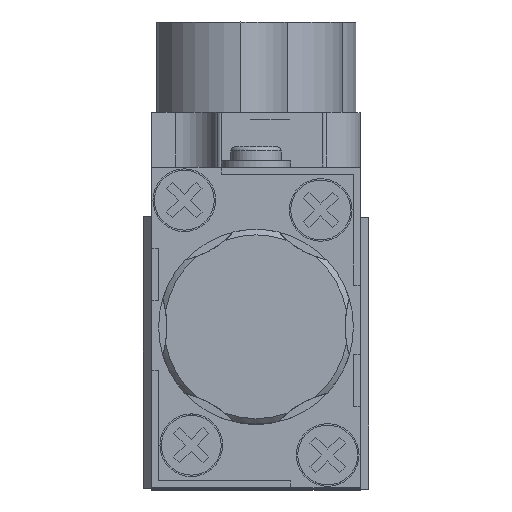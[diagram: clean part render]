
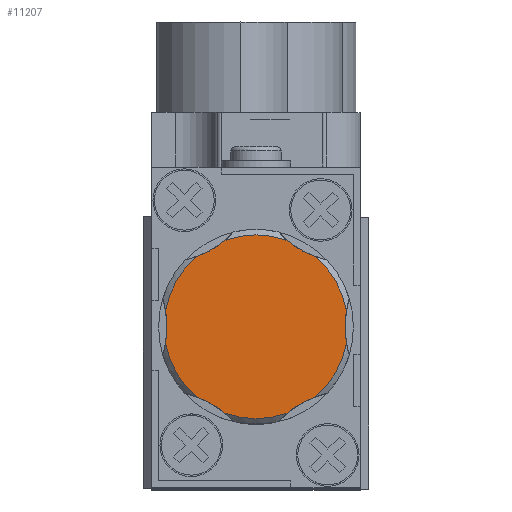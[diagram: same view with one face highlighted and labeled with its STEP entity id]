
A CAD part, top view. The second image highlights one B-rep face of the part: STEP entity #11207.
In plain terms, the highlighted planar face has unit normal (0, 0, 1).
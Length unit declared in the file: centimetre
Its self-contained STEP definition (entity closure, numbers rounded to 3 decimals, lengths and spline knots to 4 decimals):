
#519=CIRCLE($,#11886,0.7);
#582=CIRCLE($,#12009,0.66);
#585=CIRCLE($,#12013,0.66);
#586=CIRCLE($,#12015,0.66);
#588=CIRCLE($,#12018,0.66);
#590=CIRCLE($,#12021,0.66);
#592=CIRCLE($,#12024,0.7);
#593=CIRCLE($,#12025,0.7);
#594=CIRCLE($,#12026,0.66);
#595=CIRCLE($,#12027,0.7);
#596=CIRCLE($,#12028,0.7);
#597=CIRCLE($,#12029,0.7);
#1296=FACE_OUTER_BOUND($,#1992,.T.);
#1992=EDGE_LOOP($,(#8697,#8698,#8699,#8700,#8701,#8702,#8703,#8704,#8705,
#8706,#8707,#8708));
#4893=VERTEX_POINT($,#18182);
#4894=VERTEX_POINT($,#18189);
#5014=VERTEX_POINT($,#18788);
#5015=VERTEX_POINT($,#18795);
#5018=VERTEX_POINT($,#18808);
#5019=VERTEX_POINT($,#18817);
#5022=VERTEX_POINT($,#18829);
#5023=VERTEX_POINT($,#18836);
#5026=VERTEX_POINT($,#18848);
#5027=VERTEX_POINT($,#18855);
#5029=VERTEX_POINT($,#18867);
#5030=VERTEX_POINT($,#18869);
#6198=EDGE_CURVE($,#4894,#4893,#519,.T.);
#6368=EDGE_CURVE($,#5014,#5015,#582,.T.);
#6373=EDGE_CURVE($,#5018,#4893,#585,.T.);
#6374=EDGE_CURVE($,#4894,#5019,#586,.T.);
#6378=EDGE_CURVE($,#5022,#5023,#588,.T.);
#6382=EDGE_CURVE($,#5026,#5027,#590,.T.);
#6385=EDGE_CURVE($,#5018,#5015,#592,.T.);
#6386=EDGE_CURVE($,#5014,#5029,#593,.T.);
#6387=EDGE_CURVE($,#5030,#5029,#594,.T.);
#6388=EDGE_CURVE($,#5030,#5027,#595,.T.);
#6389=EDGE_CURVE($,#5026,#5023,#596,.T.);
#6390=EDGE_CURVE($,#5022,#5019,#597,.T.);
#8697=ORIENTED_EDGE($,*,*,#6198,.T.);
#8698=ORIENTED_EDGE($,*,*,#6373,.F.);
#8699=ORIENTED_EDGE($,*,*,#6385,.T.);
#8700=ORIENTED_EDGE($,*,*,#6368,.F.);
#8701=ORIENTED_EDGE($,*,*,#6386,.T.);
#8702=ORIENTED_EDGE($,*,*,#6387,.F.);
#8703=ORIENTED_EDGE($,*,*,#6388,.T.);
#8704=ORIENTED_EDGE($,*,*,#6382,.F.);
#8705=ORIENTED_EDGE($,*,*,#6389,.T.);
#8706=ORIENTED_EDGE($,*,*,#6378,.F.);
#8707=ORIENTED_EDGE($,*,*,#6390,.T.);
#8708=ORIENTED_EDGE($,*,*,#6374,.F.);
#10717=PLANE($,#12023);
#11207=ADVANCED_FACE($,(#1296),#10717,.T.);
#11886=AXIS2_PLACEMENT_3D($,#18190,#13595,#13596);
#12009=AXIS2_PLACEMENT_3D($,#18796,#13914,#13915);
#12013=AXIS2_PLACEMENT_3D($,#18815,#13922,#13923);
#12015=AXIS2_PLACEMENT_3D($,#18818,#13926,#13927);
#12018=AXIS2_PLACEMENT_3D($,#18837,#13932,#13933);
#12021=AXIS2_PLACEMENT_3D($,#18856,#13938,#13939);
#12023=AXIS2_PLACEMENT_3D($,#18865,#13942,#13943);
#12024=AXIS2_PLACEMENT_3D($,#18866,#13944,#13945);
#12025=AXIS2_PLACEMENT_3D($,#18868,#13946,#13947);
#12026=AXIS2_PLACEMENT_3D($,#18870,#13948,#13949);
#12027=AXIS2_PLACEMENT_3D($,#18871,#13950,#13951);
#12028=AXIS2_PLACEMENT_3D($,#18872,#13952,#13953);
#12029=AXIS2_PLACEMENT_3D($,#18873,#13954,#13955);
#13595=DIRECTION('center_axis',(0.,0.,
-1.));
#13596=DIRECTION('ref_axis',(-1.,0.,0.));
#13914=DIRECTION('center_axis',(0.,0.,
-1.));
#13915=DIRECTION('ref_axis',(-1.,0.,0.));
#13922=DIRECTION('center_axis',(0.,0.,
-1.));
#13923=DIRECTION('ref_axis',(-1.,0.,0.));
#13926=DIRECTION('center_axis',(0.,0.,
-1.));
#13927=DIRECTION('ref_axis',(-1.,0.,0.));
#13932=DIRECTION('center_axis',(0.,0.,
-1.));
#13933=DIRECTION('ref_axis',(-1.,0.,0.));
#13938=DIRECTION('center_axis',(0.,0.,
-1.));
#13939=DIRECTION('ref_axis',(-1.,0.,0.));
#13942=DIRECTION('center_axis',(0.,0.,
1.));
#13943=DIRECTION('ref_axis',(-1.,0.,0.));
#13944=DIRECTION('center_axis',(0.,0.,
-1.));
#13945=DIRECTION('ref_axis',(-1.,0.,0.));
#13946=DIRECTION('center_axis',(0.,0.,
-1.));
#13947=DIRECTION('ref_axis',(-1.,0.,0.));
#13948=DIRECTION('center_axis',(0.,0.,
-1.));
#13949=DIRECTION('ref_axis',(-1.,0.,0.));
#13950=DIRECTION('center_axis',(0.,0.,
-1.));
#13951=DIRECTION('ref_axis',(-1.,0.,0.));
#13952=DIRECTION('center_axis',(0.,0.,
-1.));
#13953=DIRECTION('ref_axis',(-1.,0.,0.));
#13954=DIRECTION('center_axis',(0.,0.,
-1.));
#13955=DIRECTION('ref_axis',(-1.,0.,0.));
#18182=CARTESIAN_POINT('',(0.6238,0.244,7.575));
#18189=CARTESIAN_POINT('',(0.6238,0.0086,7.575));
#18190=CARTESIAN_POINT('Origin',(1.3138,0.1263,7.575));
#18788=CARTESIAN_POINT('',(-0.2484,0.7476,7.575));
#18795=CARTESIAN_POINT('',(0.1971,0.7476,7.575));
#18796=CARTESIAN_POINT('Origin',(-0.0256,0.1263,
7.575));
#18808=CARTESIAN_POINT('',(0.401,0.6299,7.575));
#18815=CARTESIAN_POINT('Origin',(-0.0256,0.1263,
7.575));
#18817=CARTESIAN_POINT('',(0.401,-0.3772,7.575));
#18818=CARTESIAN_POINT('Origin',(-0.0256,0.1263,
7.575));
#18829=CARTESIAN_POINT('',(0.1971,-0.4949,7.575));
#18836=CARTESIAN_POINT('',(-0.2484,-0.4949,7.575));
#18837=CARTESIAN_POINT('Origin',(-0.0256,0.1263,
7.575));
#18848=CARTESIAN_POINT('',(-0.4523,-0.3772,7.575));
#18855=CARTESIAN_POINT('',(-0.6751,0.0086,7.575));
#18856=CARTESIAN_POINT('Origin',(-0.0256,0.1263,
7.575));
#18865=CARTESIAN_POINT('Origin',(-0.0256,0.1263,
7.575));
#18866=CARTESIAN_POINT('Origin',(0.6441,1.2863,7.575));
#18867=CARTESIAN_POINT('',(-0.4523,0.6299,7.575));
#18868=CARTESIAN_POINT('Origin',(-0.6954,1.2863,7.575));
#18869=CARTESIAN_POINT('',(-0.6751,0.244,7.575));
#18870=CARTESIAN_POINT('Origin',(-0.0256,0.1263,
7.575));
#18871=CARTESIAN_POINT('Origin',(-1.3651,0.1263,7.575));
#18872=CARTESIAN_POINT('Origin',(-0.6954,-1.0337,7.575));
#18873=CARTESIAN_POINT('Origin',(0.6441,-1.0337,7.575));
